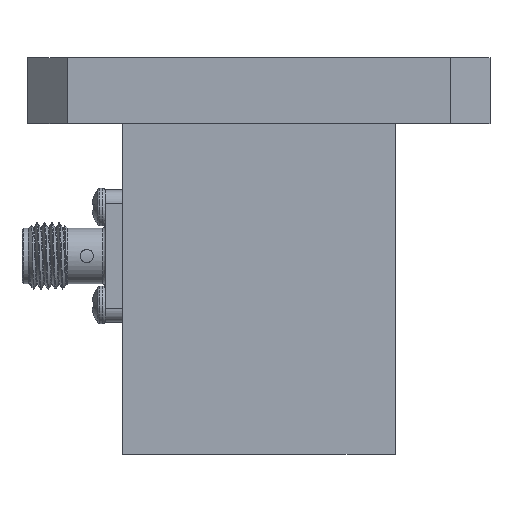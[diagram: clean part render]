
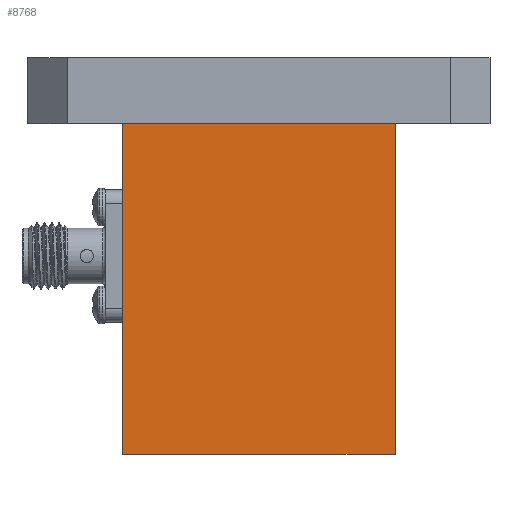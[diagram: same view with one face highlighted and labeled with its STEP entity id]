
A CAD part, left-side view. The second image highlights one B-rep face of the part: STEP entity #8768.
In plain terms, the highlighted planar face has unit normal (-1, 0, 0).
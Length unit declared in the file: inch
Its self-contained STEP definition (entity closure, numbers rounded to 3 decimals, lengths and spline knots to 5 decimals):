
#661 = PLANE ( 'NONE',  #6062 ) ;
#987 = VECTOR ( 'NONE', #11893, 39.37008 ) ;
#1917 = VERTEX_POINT ( 'NONE', #9856 ) ;
#2113 = ORIENTED_EDGE ( 'NONE', *, *, #2537, .F. ) ;
#2226 = DIRECTION ( 'NONE',  ( 0., 1., 0. ) ) ;
#2537 = EDGE_CURVE ( 'NONE', #3013, #1917, #3496, .T. ) ;
#3013 = VERTEX_POINT ( 'NONE', #6849 ) ;
#3346 = VECTOR ( 'NONE', #10853, 39.37008 ) ;
#3415 = ORIENTED_EDGE ( 'NONE', *, *, #4182, .F. ) ;
#3496 = LINE ( 'NONE', #7053, #4483 ) ;
#4090 = ORIENTED_EDGE ( 'NONE', *, *, #4467, .F. ) ;
#4182 = EDGE_CURVE ( 'NONE', #5234, #10447, #5431, .T. ) ;
#4361 = DIRECTION ( 'NONE',  ( -1., 0., 0. ) ) ;
#4467 = EDGE_CURVE ( 'NONE', #1917, #5234, #9770, .T. ) ;
#4483 = VECTOR ( 'NONE', #8930, 39.37008 ) ;
#4530 = CARTESIAN_POINT ( 'NONE',  ( -0.85, -0.51526, -0.25 ) ) ;
#5234 = VERTEX_POINT ( 'NONE', #8554 ) ;
#5431 = LINE ( 'NONE', #4530, #987 ) ;
#6062 = AXIS2_PLACEMENT_3D ( 'NONE', #9785, #4361, #6214 ) ;
#6158 = CARTESIAN_POINT ( 'NONE',  ( -0.85, -0.51526, -1.5 ) ) ;
#6214 = DIRECTION ( 'NONE',  ( 0., 0., 1. ) ) ;
#6849 = CARTESIAN_POINT ( 'NONE',  ( -0.85, 0.51526, -1.5 ) ) ;
#7038 = CARTESIAN_POINT ( 'NONE',  ( -0.85, 0.51526, -1.5 ) ) ;
#7053 = CARTESIAN_POINT ( 'NONE',  ( -0.85, 0.51526, -0.25 ) ) ;
#7889 = CARTESIAN_POINT ( 'NONE',  ( -0.85, 0.51526, -0.25 ) ) ;
#7927 = EDGE_CURVE ( 'NONE', #10447, #3013, #10507, .T. ) ;
#8554 = CARTESIAN_POINT ( 'NONE',  ( -0.85, -0.51526, -0.25 ) ) ;
#8762 = FACE_OUTER_BOUND ( 'NONE', #9526, .T. ) ;
#8768 = ADVANCED_FACE ( 'NONE', ( #8762 ), #661, .T. ) ;
#8930 = DIRECTION ( 'NONE',  ( 0., 0., 1. ) ) ;
#9316 = VECTOR ( 'NONE', #2226, 39.37008 ) ;
#9526 = EDGE_LOOP ( 'NONE', ( #10653, #3415, #4090, #2113 ) ) ;
#9770 = LINE ( 'NONE', #7889, #3346 ) ;
#9785 = CARTESIAN_POINT ( 'NONE',  ( -0.85, -0.87402, -0.25 ) ) ;
#9856 = CARTESIAN_POINT ( 'NONE',  ( -0.85, 0.51526, -0.25 ) ) ;
#10447 = VERTEX_POINT ( 'NONE', #6158 ) ;
#10507 = LINE ( 'NONE', #7038, #9316 ) ;
#10653 = ORIENTED_EDGE ( 'NONE', *, *, #7927, .F. ) ;
#10853 = DIRECTION ( 'NONE',  ( 0., -1., 0. ) ) ;
#11893 = DIRECTION ( 'NONE',  ( 0., 0., -1. ) ) ;
